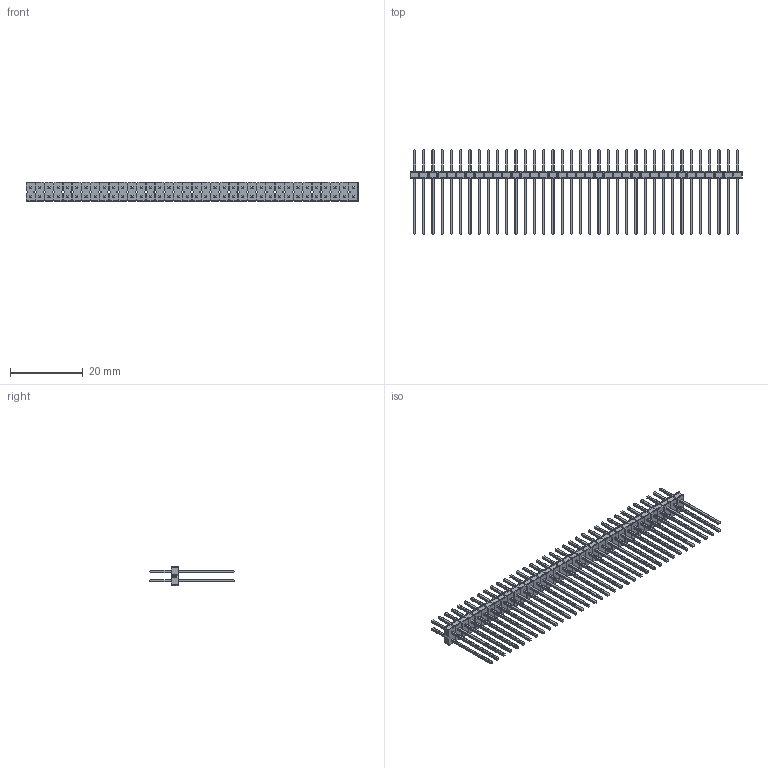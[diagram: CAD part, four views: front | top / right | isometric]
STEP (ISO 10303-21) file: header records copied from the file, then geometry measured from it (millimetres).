
FILE_DESCRIPTION (( 'STEP AP214' ), '1' );
FILE_NAME ('929836-05-36.STEP', '2017-11-30T20:26:29', ( '' ), ( '' ), 'SwSTEP 2.0', 'SolidWorks 2014', '' );
FILE_SCHEMA (( 'AUTOMOTIVE_DESIGN' ));
Length unit declared in the file: millimetre
Products named in the file (3): 05-Pin-End; 929836-05-36; 05-Pin-Middle
Assembly tree (36 placements, depth 2):
  929836-05-36
    05-Pin-End
    05-Pin-Middle  x35
Bounding box: 91.44 x 23.38 x 5.46 mm (x, y, z)
Volume: 1499.2 mm3; surface area: 5874.9 mm2
Topology: 176 solids, 176 shells, 9266 faces, 20686 edges, 10056 vertices
Faces by surface type: cylinder 4525, sphere 2296, plane 2295, torus 146, bspline 4
Entity records: 14594 total; most frequent: DIRECTION 2520, CARTESIAN_POINT 2199, ORIENTED_EDGE 2028, EDGE_CURVE 1014, AXIS2_PLACEMENT_3D 1001, VERTEX_POINT 536, VECTOR 518, LINE 518
